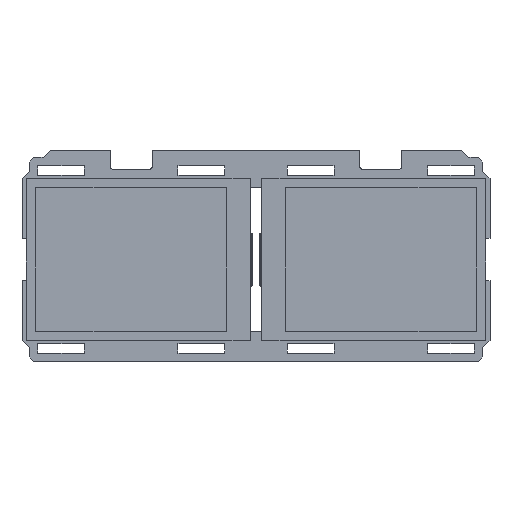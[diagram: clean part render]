
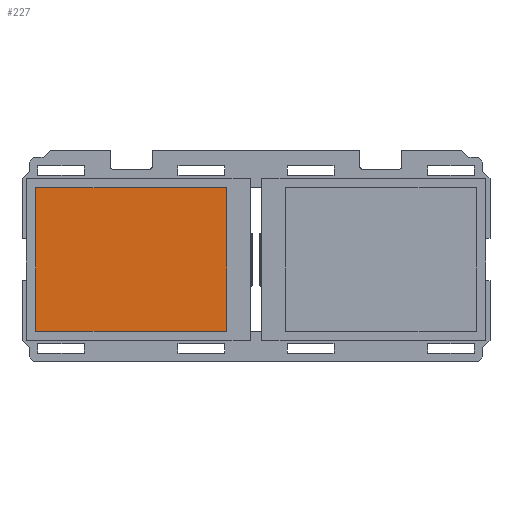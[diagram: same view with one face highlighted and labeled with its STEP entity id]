
A CAD part, top view. The second image highlights one B-rep face of the part: STEP entity #227.
In plain terms, the highlighted planar face has unit normal (0, 0, 1).
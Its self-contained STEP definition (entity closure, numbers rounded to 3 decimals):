
#113 = VERTEX_POINT('',#114);
#114 = CARTESIAN_POINT('',(-20.4,-15.3,1.));
#120 = EDGE_CURVE('',#113,#121,#123,.T.);
#121 = VERTEX_POINT('',#122);
#122 = CARTESIAN_POINT('',(-20.4,15.3,1.));
#123 = LINE('',#124,#125);
#124 = CARTESIAN_POINT('',(-20.4,-15.3,1.));
#125 = VECTOR('',#126,1.);
#126 = DIRECTION('',(0.,1.,0.));
#209 = EDGE_CURVE('',#121,#210,#212,.T.);
#210 = VERTEX_POINT('',#211);
#211 = CARTESIAN_POINT('',(20.4,15.3,1.));
#212 = LINE('',#213,#214);
#213 = CARTESIAN_POINT('',(-20.4,15.3,1.));
#214 = VECTOR('',#215,1.);
#215 = DIRECTION('',(1.,0.,0.));
#227 = ADVANCED_FACE('',(#228),#246,.T.);
#228 = FACE_BOUND('',#229,.F.);
#229 = EDGE_LOOP('',(#230,#231,#232,#240));
#230 = ORIENTED_EDGE('',*,*,#120,.T.);
#231 = ORIENTED_EDGE('',*,*,#209,.T.);
#232 = ORIENTED_EDGE('',*,*,#233,.T.);
#233 = EDGE_CURVE('',#210,#234,#236,.T.);
#234 = VERTEX_POINT('',#235);
#235 = CARTESIAN_POINT('',(20.4,-15.3,1.));
#236 = LINE('',#237,#238);
#237 = CARTESIAN_POINT('',(20.4,15.3,1.));
#238 = VECTOR('',#239,1.);
#239 = DIRECTION('',(0.,-1.,0.));
#240 = ORIENTED_EDGE('',*,*,#241,.T.);
#241 = EDGE_CURVE('',#234,#113,#242,.T.);
#242 = LINE('',#243,#244);
#243 = CARTESIAN_POINT('',(20.4,-15.3,1.));
#244 = VECTOR('',#245,1.);
#245 = DIRECTION('',(-1.,0.,0.));
#246 = PLANE('',#247);
#247 = AXIS2_PLACEMENT_3D('',#248,#249,#250);
#248 = CARTESIAN_POINT('',(0.,0.,1.));
#249 = DIRECTION('',(0.,0.,1.));
#250 = DIRECTION('',(1.,0.,-0.));
